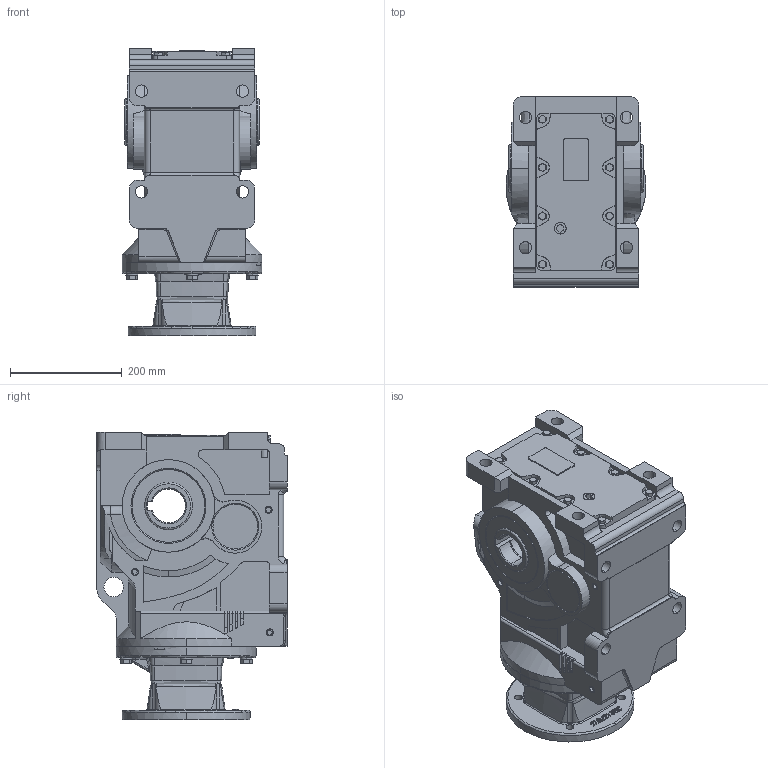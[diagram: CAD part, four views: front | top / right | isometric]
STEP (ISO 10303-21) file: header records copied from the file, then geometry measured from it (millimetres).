
FILE_DESCRIPTION (( 'STEP AP214' ), '1' );
FILE_NAME ('HBR-87-040-D.step', '2019-04-01T14:38:37', ( '' ), ( '' ), 'SwSTEP 2.0', 'SolidWorks 2018', '' );
FILE_SCHEMA (( 'AUTOMOTIVE_DESIGN' ));
Length unit declared in the file: inch
Products named in the file (1): HBR-87-040-D
Bounding box: 250 x 340 x 514.5 mm (x, y, z)
Volume: 23609886.1 mm3; surface area: 985766.1 mm2
Topology: 9 solids, 9 shells, 1185 faces, 3179 edges, 2090 vertices
Faces by surface type: plane 575, cylinder 309, bspline 149, cone 122, torus 30
Entity records: 61797 total; most frequent: CARTESIAN_POINT 33789, ORIENTED_EDGE 6346, DIRECTION 4870, EDGE_CURVE 3173, VERTEX_POINT 2090, LINE 1638, VECTOR 1638, AXIS2_PLACEMENT_3D 1616
